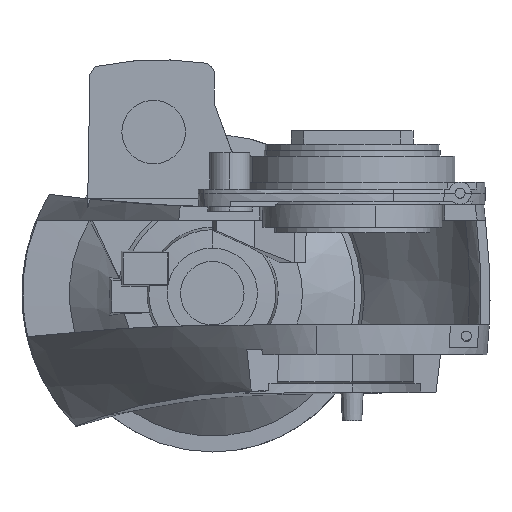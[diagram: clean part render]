
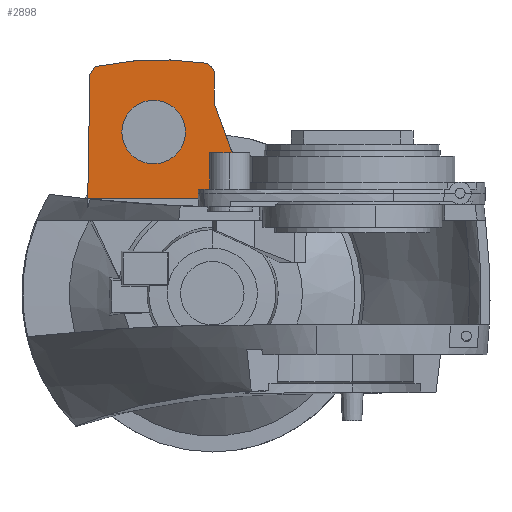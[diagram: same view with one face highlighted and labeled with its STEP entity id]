
A CAD part, front view. The second image highlights one B-rep face of the part: STEP entity #2898.
In plain terms, the highlighted planar face has unit normal (0, -1, 0).
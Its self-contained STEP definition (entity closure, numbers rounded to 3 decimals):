
#21 = VECTOR ( 'NONE', #10591, 1000. ) ;
#166 = VERTEX_POINT ( 'NONE', #7018 ) ;
#294 = VECTOR ( 'NONE', #10583, 1000. ) ;
#423 = DIRECTION ( 'NONE',  ( 0.731, 0., -0.682 ) ) ;
#435 = CARTESIAN_POINT ( 'NONE',  ( -418.733, 159., 0. ) ) ;
#781 = DIRECTION ( 'NONE',  ( 0., -1., 0. ) ) ;
#915 = CARTESIAN_POINT ( 'NONE',  ( -312.345, 159., 253.74 ) ) ;
#1009 = LINE ( 'NONE', #11722, #2374 ) ;
#1031 = CARTESIAN_POINT ( 'NONE',  ( -424.887, 159., 148.717 ) ) ;
#1107 = ORIENTED_EDGE ( 'NONE', *, *, #5215, .F. ) ;
#1162 = VECTOR ( 'NONE', #11727, 1000. ) ;
#1325 = ORIENTED_EDGE ( 'NONE', *, *, #11932, .F. ) ;
#1488 = CARTESIAN_POINT ( 'NONE',  ( -416.137, 159., 148.717 ) ) ;
#1745 = DIRECTION ( 'NONE',  ( 0., 1., 0. ) ) ;
#1821 = DIRECTION ( 'NONE',  ( 1., 0., 0. ) ) ;
#1870 = CARTESIAN_POINT ( 'NONE',  ( -215.913, 159., 295.771 ) ) ;
#2064 = ORIENTED_EDGE ( 'NONE', *, *, #12701, .F. ) ;
#2374 = VECTOR ( 'NONE', #13744, 1000. ) ;
#2549 = EDGE_LOOP ( 'NONE', ( #1107, #10719 ) ) ;
#2691 = DIRECTION ( 'NONE',  ( 0., -1., 0. ) ) ;
#2821 = EDGE_CURVE ( 'NONE', #8779, #3392, #8531, .T. ) ;
#2898 = ADVANCED_FACE ( 'NONE', ( #8745, #11951 ), #9593, .T. ) ;
#3383 = VERTEX_POINT ( 'NONE', #9813 ) ;
#3392 = VERTEX_POINT ( 'NONE', #13352 ) ;
#3606 = VERTEX_POINT ( 'NONE', #12024 ) ;
#3982 = AXIS2_PLACEMENT_3D ( 'NONE', #915, #781, #1821 ) ;
#4417 = ORIENTED_EDGE ( 'NONE', *, *, #7971, .F. ) ;
#4476 = ORIENTED_EDGE ( 'NONE', *, *, #2821, .F. ) ;
#5156 = CARTESIAN_POINT ( 'NONE',  ( -362.345, 159., 253.74 ) ) ;
#5215 = EDGE_CURVE ( 'NONE', #3606, #8910, #8182, .T. ) ;
#5252 = VERTEX_POINT ( 'NONE', #7108 ) ;
#5476 = DIRECTION ( 'NONE',  ( 0., -1., 0. ) ) ;
#5699 = ORIENTED_EDGE ( 'NONE', *, *, #6866, .T. ) ;
#5711 = LINE ( 'NONE', #6683, #10277 ) ;
#5851 = AXIS2_PLACEMENT_3D ( 'NONE', #12020, #5476, #10831 ) ;
#5956 = CARTESIAN_POINT ( 'NONE',  ( -162.39, 159., 148.717 ) ) ;
#6098 = DIRECTION ( 'NONE',  ( 1., 0., 0. ) ) ;
#6122 = DIRECTION ( 'NONE',  ( 0.026, 0., -1. ) ) ;
#6683 = CARTESIAN_POINT ( 'NONE',  ( -217.389, 159., 352.129 ) ) ;
#6866 = EDGE_CURVE ( 'NONE', #10830, #8297, #7303, .T. ) ;
#6970 = CARTESIAN_POINT ( 'NONE',  ( -302.231, 159., -132.552 ) ) ;
#7010 = ORIENTED_EDGE ( 'NONE', *, *, #10740, .F. ) ;
#7018 = CARTESIAN_POINT ( 'NONE',  ( -217.389, 159., 352.129 ) ) ;
#7100 = DIRECTION ( 'NONE',  ( 1., 0., 0. ) ) ;
#7108 = CARTESIAN_POINT ( 'NONE',  ( -215.913, 159., 295.771 ) ) ;
#7303 = LINE ( 'NONE', #1031, #294 ) ;
#7720 = AXIS2_PLACEMENT_3D ( 'NONE', #9030, #2691, #6098 ) ;
#7971 = EDGE_CURVE ( 'NONE', #3392, #3383, #13565, .T. ) ;
#8156 = LINE ( 'NONE', #435, #21 ) ;
#8182 = CIRCLE ( 'NONE', #3982, 50. ) ;
#8297 = VERTEX_POINT ( 'NONE', #5956 ) ;
#8531 = LINE ( 'NONE', #9710, #1162 ) ;
#8745 = FACE_BOUND ( 'NONE', #2549, .T. ) ;
#8779 = VERTEX_POINT ( 'NONE', #12330 ) ;
#8910 = VERTEX_POINT ( 'NONE', #5156 ) ;
#9030 = CARTESIAN_POINT ( 'NONE',  ( -312.345, 159., 253.74 ) ) ;
#9438 = ORIENTED_EDGE ( 'NONE', *, *, #11341, .T. ) ;
#9526 = EDGE_LOOP ( 'NONE', ( #1325, #2064, #4417, #4476, #9438, #5699, #7010 ) ) ;
#9536 = EDGE_CURVE ( 'NONE', #8910, #3606, #10183, .T. ) ;
#9593 = PLANE ( 'NONE',  #5851 ) ;
#9710 = CARTESIAN_POINT ( 'NONE',  ( -404.521, 159., 356.873 ) ) ;
#9813 = CARTESIAN_POINT ( 'NONE',  ( -227.841, 159., 361.883 ) ) ;
#10183 = CIRCLE ( 'NONE', #7720, 50. ) ;
#10235 = AXIS2_PLACEMENT_3D ( 'NONE', #6970, #1745, #7100 ) ;
#10277 = VECTOR ( 'NONE', #423, 1000. ) ;
#10583 = DIRECTION ( 'NONE',  ( 1., 0., 0. ) ) ;
#10591 = DIRECTION ( 'NONE',  ( -0.017, 0., -1. ) ) ;
#10719 = ORIENTED_EDGE ( 'NONE', *, *, #9536, .F. ) ;
#10740 = EDGE_CURVE ( 'NONE', #5252, #8297, #1009, .T. ) ;
#10830 = VERTEX_POINT ( 'NONE', #1488 ) ;
#10831 = DIRECTION ( 'NONE',  ( 1., 0., 0. ) ) ;
#10906 = VECTOR ( 'NONE', #6122, 1000. ) ;
#11341 = EDGE_CURVE ( 'NONE', #8779, #10830, #8156, .T. ) ;
#11411 = LINE ( 'NONE', #1870, #10906 ) ;
#11722 = CARTESIAN_POINT ( 'NONE',  ( -108.261, 159., 0. ) ) ;
#11727 = DIRECTION ( 'NONE',  ( 0.542, 0., 0.84 ) ) ;
#11932 = EDGE_CURVE ( 'NONE', #166, #5252, #11411, .T. ) ;
#11951 = FACE_OUTER_BOUND ( 'NONE', #9526, .T. ) ;
#12020 = CARTESIAN_POINT ( 'NONE',  ( -424.887, 159., 148.717 ) ) ;
#12024 = CARTESIAN_POINT ( 'NONE',  ( -262.345, 159., 253.74 ) ) ;
#12330 = CARTESIAN_POINT ( 'NONE',  ( -412.726, 159., 344.161 ) ) ;
#12701 = EDGE_CURVE ( 'NONE', #3383, #166, #5711, .T. ) ;
#13352 = CARTESIAN_POINT ( 'NONE',  ( -404.521, 159., 356.873 ) ) ;
#13565 = CIRCLE ( 'NONE', #10235, 500. ) ;
#13744 = DIRECTION ( 'NONE',  ( 0.342, 0., -0.94 ) ) ;
